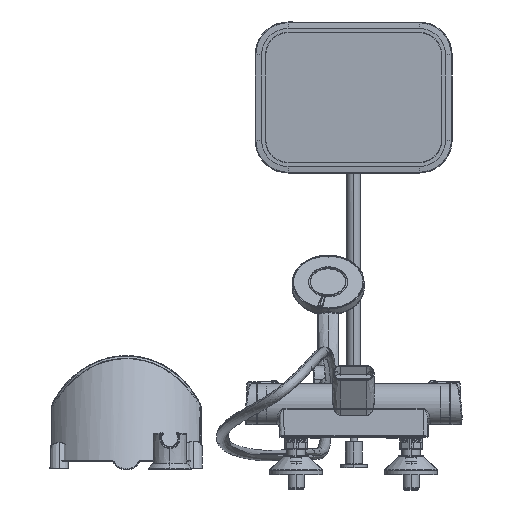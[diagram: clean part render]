
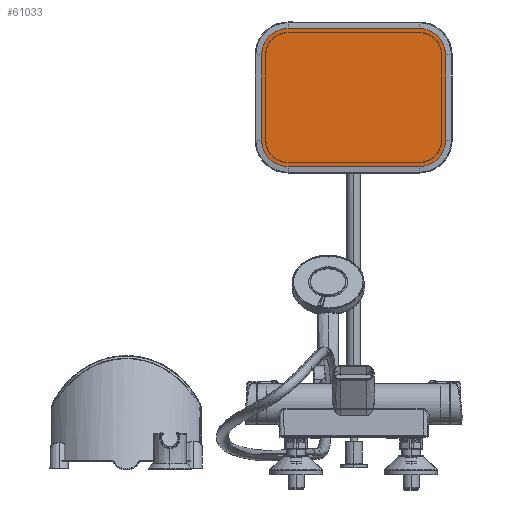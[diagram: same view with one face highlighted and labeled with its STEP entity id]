
A CAD part, front view. The second image highlights one B-rep face of the part: STEP entity #61033.
In plain terms, the highlighted planar face has unit normal (0, -1, 0).
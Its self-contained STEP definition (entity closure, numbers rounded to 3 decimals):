
#376 = DIRECTION ( 'NONE',  ( 1., 0., 0. ) ) ;
#1272 = EDGE_LOOP ( 'NONE', ( #60277, #6696, #50248, #52300, #2946, #51473, #19192, #56582 ) ) ;
#1510 = AXIS2_PLACEMENT_3D ( 'NONE', #53314, #20388, #58842 ) ;
#2340 = VERTEX_POINT ( 'NONE', #49352 ) ;
#2869 = DIRECTION ( 'NONE',  ( 0., 0., -1. ) ) ;
#2946 = ORIENTED_EDGE ( 'NONE', *, *, #50521, .T. ) ;
#6483 = LINE ( 'NONE', #7715, #63264 ) ;
#6696 = ORIENTED_EDGE ( 'NONE', *, *, #56304, .T. ) ;
#7715 = CARTESIAN_POINT ( 'NONE',  ( 85.11, 681.473, 573.681 ) ) ;
#8455 = VERTEX_POINT ( 'NONE', #25251 ) ;
#9209 = CARTESIAN_POINT ( 'NONE',  ( -120.288, 681.473, 428.284 ) ) ;
#10119 = PLANE ( 'NONE',  #33510 ) ;
#13269 = DIRECTION ( 'NONE',  ( -1., 0., 0. ) ) ;
#14288 = AXIS2_PLACEMENT_3D ( 'NONE', #27173, #65621, #32720 ) ;
#15639 = DIRECTION ( 'NONE',  ( 0., 1., 0. ) ) ;
#15839 = DIRECTION ( 'NONE',  ( 0., 0., -1. ) ) ;
#16123 = VERTEX_POINT ( 'NONE', #38696 ) ;
#16229 = VERTEX_POINT ( 'NONE', #55519 ) ;
#17110 = LINE ( 'NONE', #19553, #44621 ) ;
#19192 = ORIENTED_EDGE ( 'NONE', *, *, #19768, .T. ) ;
#19553 = CARTESIAN_POINT ( 'NONE',  ( 119.508, 681.473, 539.284 ) ) ;
#19768 = EDGE_CURVE ( 'NONE', #26644, #16229, #68799, .T. ) ;
#20312 = CARTESIAN_POINT ( 'NONE',  ( -85.89, 681.473, 393.886 ) ) ;
#20388 = DIRECTION ( 'NONE',  ( 0., -1., 0. ) ) ;
#20640 = CIRCLE ( 'NONE', #37519, 34.398 ) ;
#21650 = VERTEX_POINT ( 'NONE', #39459 ) ;
#24545 = DIRECTION ( 'NONE',  ( 0., -1., 0. ) ) ;
#25091 = DIRECTION ( 'NONE',  ( 0., 0., 1. ) ) ;
#25223 = CIRCLE ( 'NONE', #58577, 34.398 ) ;
#25251 = CARTESIAN_POINT ( 'NONE',  ( -120.288, 681.473, 539.284 ) ) ;
#25934 = VECTOR ( 'NONE', #376, 1000. ) ;
#25969 = CARTESIAN_POINT ( 'NONE',  ( 128.11, 681.473, 388.307 ) ) ;
#26644 = VERTEX_POINT ( 'NONE', #20312 ) ;
#27173 = CARTESIAN_POINT ( 'NONE',  ( 85.11, 681.473, 428.284 ) ) ;
#27406 = EDGE_CURVE ( 'NONE', #16229, #31199, #67693, .T. ) ;
#29528 = LINE ( 'NONE', #43229, #42440 ) ;
#31199 = VERTEX_POINT ( 'NONE', #61982 ) ;
#32720 = DIRECTION ( 'NONE',  ( 0., 0., -1. ) ) ;
#33275 = CARTESIAN_POINT ( 'NONE',  ( 85.11, 681.473, 393.886 ) ) ;
#33510 = AXIS2_PLACEMENT_3D ( 'NONE', #25969, #15639, #54088 ) ;
#35774 = DIRECTION ( 'NONE',  ( 0., -1., 0. ) ) ;
#37519 = AXIS2_PLACEMENT_3D ( 'NONE', #68674, #35774, #2869 ) ;
#38696 = CARTESIAN_POINT ( 'NONE',  ( -85.89, 681.473, 573.681 ) ) ;
#39459 = CARTESIAN_POINT ( 'NONE',  ( 85.11, 681.473, 573.681 ) ) ;
#39741 = CIRCLE ( 'NONE', #1510, 34.398 ) ;
#42440 = VECTOR ( 'NONE', #15839, 1000. ) ;
#43229 = CARTESIAN_POINT ( 'NONE',  ( -120.288, 681.473, 539.284 ) ) ;
#44621 = VECTOR ( 'NONE', #25091, 1000. ) ;
#46916 = FACE_OUTER_BOUND ( 'NONE', #1272, .T. ) ;
#49352 = CARTESIAN_POINT ( 'NONE',  ( 119.508, 681.473, 539.284 ) ) ;
#50248 = ORIENTED_EDGE ( 'NONE', *, *, #60671, .T. ) ;
#50521 = EDGE_CURVE ( 'NONE', #8455, #71230, #29528, .T. ) ;
#51473 = ORIENTED_EDGE ( 'NONE', *, *, #67584, .T. ) ;
#52300 = ORIENTED_EDGE ( 'NONE', *, *, #68731, .T. ) ;
#53314 = CARTESIAN_POINT ( 'NONE',  ( -85.89, 681.473, 539.284 ) ) ;
#54088 = DIRECTION ( 'NONE',  ( 0., 0., -1. ) ) ;
#55519 = CARTESIAN_POINT ( 'NONE',  ( 85.11, 681.473, 393.886 ) ) ;
#56304 = EDGE_CURVE ( 'NONE', #2340, #21650, #20640, .T. ) ;
#56582 = ORIENTED_EDGE ( 'NONE', *, *, #27406, .T. ) ;
#57467 = CARTESIAN_POINT ( 'NONE',  ( -85.89, 681.473, 428.284 ) ) ;
#57838 = EDGE_CURVE ( 'NONE', #31199, #2340, #17110, .T. ) ;
#58577 = AXIS2_PLACEMENT_3D ( 'NONE', #57467, #24545, #63018 ) ;
#58842 = DIRECTION ( 'NONE',  ( 0., 0., -1. ) ) ;
#60277 = ORIENTED_EDGE ( 'NONE', *, *, #57838, .T. ) ;
#60671 = EDGE_CURVE ( 'NONE', #21650, #16123, #6483, .T. ) ;
#61033 = ADVANCED_FACE ( 'NONE', ( #46916 ), #10119, .F. ) ;
#61982 = CARTESIAN_POINT ( 'NONE',  ( 119.508, 681.473, 428.284 ) ) ;
#63018 = DIRECTION ( 'NONE',  ( 0., 0., -1. ) ) ;
#63264 = VECTOR ( 'NONE', #13269, 1000. ) ;
#65621 = DIRECTION ( 'NONE',  ( 0., -1., 0. ) ) ;
#67584 = EDGE_CURVE ( 'NONE', #71230, #26644, #25223, .T. ) ;
#67693 = CIRCLE ( 'NONE', #14288, 34.398 ) ;
#68674 = CARTESIAN_POINT ( 'NONE',  ( 85.11, 681.473, 539.284 ) ) ;
#68731 = EDGE_CURVE ( 'NONE', #16123, #8455, #39741, .T. ) ;
#68799 = LINE ( 'NONE', #33275, #25934 ) ;
#71230 = VERTEX_POINT ( 'NONE', #9209 ) ;
